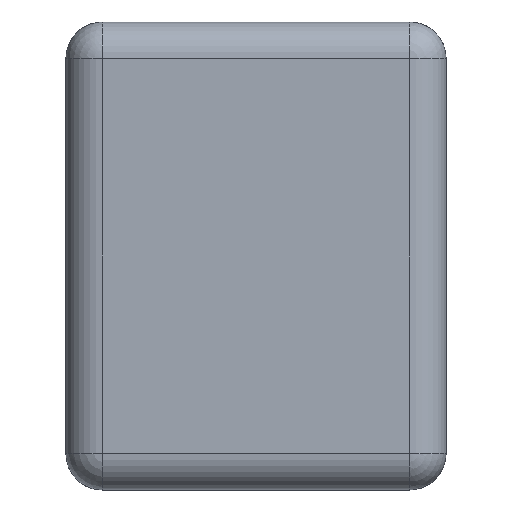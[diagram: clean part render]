
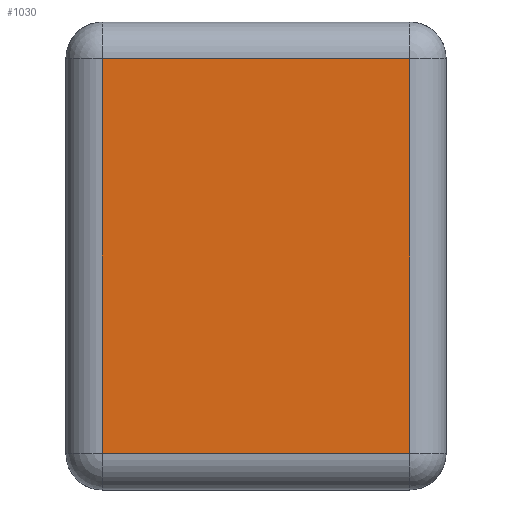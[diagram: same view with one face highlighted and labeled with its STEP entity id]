
A CAD part, left-side view. The second image highlights one B-rep face of the part: STEP entity #1030.
In plain terms, the highlighted planar face has unit normal (-1, 0, 0).
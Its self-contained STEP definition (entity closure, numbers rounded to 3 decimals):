
#42=PLANE('',#1126);
#68=LINE('',#3200,#108);
#69=LINE('',#3202,#109);
#70=LINE('',#3204,#110);
#71=LINE('',#3206,#111);
#108=VECTOR('',#1293,1.);
#109=VECTOR('',#1296,1.);
#110=VECTOR('',#1299,1.);
#111=VECTOR('',#1302,1.);
#167=FACE_OUTER_BOUND('',#229,.T.);
#229=EDGE_LOOP('',(#794,#795,#796,#797));
#418=VERTEX_POINT('',#3180);
#419=VERTEX_POINT('',#3186);
#420=VERTEX_POINT('',#3192);
#421=VERTEX_POINT('',#3196);
#546=EDGE_CURVE('',#421,#419,#68,.T.);
#547=EDGE_CURVE('',#418,#420,#69,.T.);
#548=EDGE_CURVE('',#420,#421,#70,.T.);
#549=EDGE_CURVE('',#418,#419,#71,.T.);
#794=ORIENTED_EDGE('',*,*,#548,.T.);
#795=ORIENTED_EDGE('',*,*,#546,.T.);
#796=ORIENTED_EDGE('',*,*,#549,.F.);
#797=ORIENTED_EDGE('',*,*,#547,.T.);
#1030=ADVANCED_FACE('',(#167),#42,.F.);
#1126=AXIS2_PLACEMENT_3D('',#3207,#1303,#1304);
#1293=DIRECTION('',(0.,0.,1.));
#1296=DIRECTION('',(0.,0.,-1.));
#1299=DIRECTION('',(0.,-1.,0.));
#1302=DIRECTION('',(0.,-1.,0.));
#1303=DIRECTION('center_axis',(1.,0.,0.));
#1304=DIRECTION('ref_axis',(0.,0.,1.));
#3180=CARTESIAN_POINT('',(-2.25,1.05,2.95));
#3186=CARTESIAN_POINT('',(-2.25,-1.05,2.95));
#3192=CARTESIAN_POINT('',(-2.25,1.05,0.25));
#3196=CARTESIAN_POINT('',(-2.25,-1.05,0.25));
#3200=CARTESIAN_POINT('',(-2.25,-1.05,2.95));
#3202=CARTESIAN_POINT('',(-2.25,1.05,0.25));
#3204=CARTESIAN_POINT('',(-2.25,1.3,0.25));
#3206=CARTESIAN_POINT('',(-2.25,1.3,2.95));
#3207=CARTESIAN_POINT('Origin',(-2.25,1.3,2.95));
